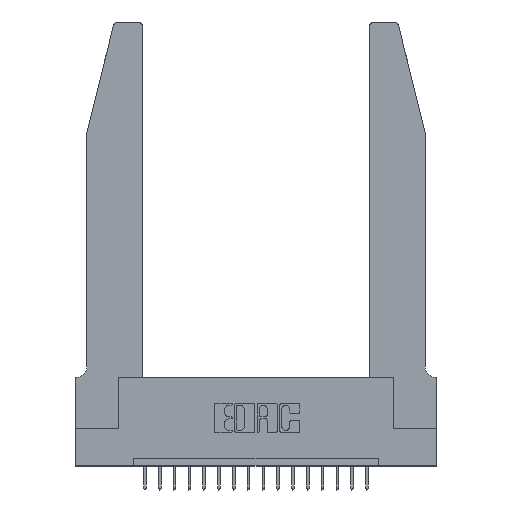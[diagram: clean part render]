
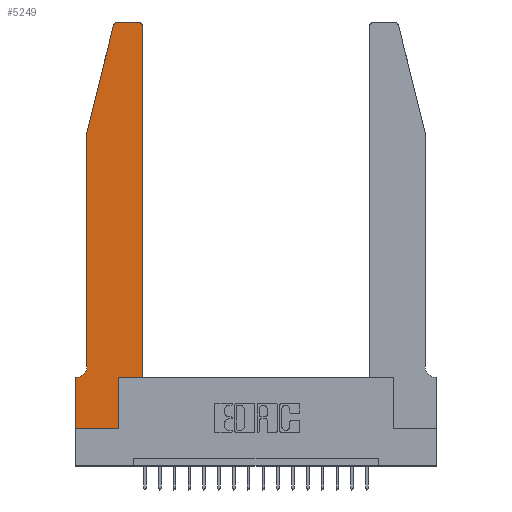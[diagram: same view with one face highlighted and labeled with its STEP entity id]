
A CAD part, top view. The second image highlights one B-rep face of the part: STEP entity #5249.
In plain terms, the highlighted planar face has unit normal (0, 0, 1).
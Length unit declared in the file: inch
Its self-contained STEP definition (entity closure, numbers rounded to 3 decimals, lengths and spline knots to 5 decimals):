
#158 = FACE_OUTER_BOUND ( 'NONE', #12960, .T. ) ;
#229 = EDGE_CURVE ( 'NONE', #16562, #2018, #15643, .T. ) ;
#331 = ORIENTED_EDGE ( 'NONE', *, *, #5708, .T. ) ;
#572 = LINE ( 'NONE', #12154, #13790 ) ;
#941 = EDGE_CURVE ( 'NONE', #13423, #18668, #14859, .T. ) ;
#1113 = CARTESIAN_POINT ( 'NONE',  ( 0.0055, 0.42, 0.37 ) ) ;
#1147 = DIRECTION ( 'NONE',  ( -1., 0., 0. ) ) ;
#1552 = CIRCLE ( 'NONE', #15394, 0.03 ) ;
#2018 = VERTEX_POINT ( 'NONE', #8047 ) ;
#2098 = VECTOR ( 'NONE', #1147, 39.37008 ) ;
#2255 = VERTEX_POINT ( 'NONE', #8752 ) ;
#2354 = DIRECTION ( 'NONE',  ( 0., 0., 1. ) ) ;
#2745 = EDGE_CURVE ( 'NONE', #2018, #2255, #4555, .T. ) ;
#2868 = DIRECTION ( 'NONE',  ( 0., 0., -1. ) ) ;
#2885 = EDGE_CURVE ( 'NONE', #18668, #3991, #1552, .T. ) ;
#3029 = VECTOR ( 'NONE', #5493, 39.37008 ) ;
#3538 = VECTOR ( 'NONE', #19283, 39.37008 ) ;
#3567 = ORIENTED_EDGE ( 'NONE', *, *, #229, .T. ) ;
#3711 = EDGE_CURVE ( 'NONE', #2255, #3932, #18637, .T. ) ;
#3905 = LINE ( 'NONE', #9897, #17474 ) ;
#3932 = VERTEX_POINT ( 'NONE', #13457 ) ;
#3982 = ORIENTED_EDGE ( 'NONE', *, *, #7463, .T. ) ;
#3991 = VERTEX_POINT ( 'NONE', #7735 ) ;
#4458 = DIRECTION ( 'NONE',  ( 1., 0., 0. ) ) ;
#4555 = LINE ( 'NONE', #11371, #3538 ) ;
#4685 = DIRECTION ( 'NONE',  ( 0., -1., 0. ) ) ;
#5226 = CARTESIAN_POINT ( 'NONE',  ( 0.4505, 0.35, 0.37 ) ) ;
#5249 = ADVANCED_FACE ( 'NONE', ( #158 ), #5980, .T. ) ;
#5261 = ORIENTED_EDGE ( 'NONE', *, *, #19625, .T. ) ;
#5275 = VECTOR ( 'NONE', #4685, 39.37008 ) ;
#5311 = ORIENTED_EDGE ( 'NONE', *, *, #3711, .T. ) ;
#5465 = EDGE_CURVE ( 'NONE', #6975, #16562, #10177, .T. ) ;
#5493 = DIRECTION ( 'NONE',  ( 0., 1., 0. ) ) ;
#5708 = EDGE_CURVE ( 'NONE', #3932, #6246, #15807, .T. ) ;
#5980 = PLANE ( 'NONE',  #11648 ) ;
#6106 = DIRECTION ( 'NONE',  ( 1., 0., 0. ) ) ;
#6246 = VERTEX_POINT ( 'NONE', #7687 ) ;
#6559 = ORIENTED_EDGE ( 'NONE', *, *, #941, .T. ) ;
#6855 = VECTOR ( 'NONE', #10465, 39.37008 ) ;
#6975 = VERTEX_POINT ( 'NONE', #9249 ) ;
#7245 = ORIENTED_EDGE ( 'NONE', *, *, #2885, .T. ) ;
#7369 = CARTESIAN_POINT ( 'NONE',  ( 0.2605, 2.75, 0.37 ) ) ;
#7463 = EDGE_CURVE ( 'NONE', #12275, #7955, #572, .T. ) ;
#7687 = CARTESIAN_POINT ( 'NONE',  ( 0.4505, 2.72, 0.37 ) ) ;
#7735 = CARTESIAN_POINT ( 'NONE',  ( 0.25487, 2.72718, 0.37 ) ) ;
#7759 = CARTESIAN_POINT ( 'NONE',  ( 0.4505, 0.35, 0.37 ) ) ;
#7955 = VERTEX_POINT ( 'NONE', #14347 ) ;
#8047 = CARTESIAN_POINT ( 'NONE',  ( 0.2865, 0., 0.37 ) ) ;
#8270 = VERTEX_POINT ( 'NONE', #14934 ) ;
#8511 = CARTESIAN_POINT ( 'NONE',  ( 0.4205, 2.72, 0.37 ) ) ;
#8752 = CARTESIAN_POINT ( 'NONE',  ( 0.2865, 0.35, 0.37 ) ) ;
#8928 = ORIENTED_EDGE ( 'NONE', *, *, #2745, .T. ) ;
#8951 = DIRECTION ( 'NONE',  ( 0., -1., 0. ) ) ;
#9111 = AXIS2_PLACEMENT_3D ( 'NONE', #8511, #2354, #9938 ) ;
#9249 = CARTESIAN_POINT ( 'NONE',  ( 0., 0.35, 0.37 ) ) ;
#9347 = LINE ( 'NONE', #19329, #13018 ) ;
#9748 = DIRECTION ( 'NONE',  ( -0.239, -0.971, 0. ) ) ;
#9891 = CARTESIAN_POINT ( 'NONE',  ( 0.4205, 2.75, 0.37 ) ) ;
#9897 = CARTESIAN_POINT ( 'NONE',  ( 0.0755, 0.35, 0.37 ) ) ;
#9938 = DIRECTION ( 'NONE',  ( 1., 0., 0. ) ) ;
#10177 = LINE ( 'NONE', #14043, #5275 ) ;
#10465 = DIRECTION ( 'NONE',  ( 1., 0., 0. ) ) ;
#10542 = CARTESIAN_POINT ( 'NONE',  ( 0., 0., 0.37 ) ) ;
#10585 = ORIENTED_EDGE ( 'NONE', *, *, #5465, .T. ) ;
#10652 = DIRECTION ( 'NONE',  ( -1., 0., 0. ) ) ;
#10831 = CIRCLE ( 'NONE', #9111, 0.03 ) ;
#11371 = CARTESIAN_POINT ( 'NONE',  ( 0.2865, 0.35, 0.37 ) ) ;
#11648 = AXIS2_PLACEMENT_3D ( 'NONE', #18686, #20292, #4458 ) ;
#11735 = VECTOR ( 'NONE', #6106, 39.37008 ) ;
#11815 = DIRECTION ( 'NONE',  ( 1., 0., 0. ) ) ;
#12154 = CARTESIAN_POINT ( 'NONE',  ( 0.0755, 2., 0.37 ) ) ;
#12275 = VERTEX_POINT ( 'NONE', #18521 ) ;
#12753 = ORIENTED_EDGE ( 'NONE', *, *, #17971, .T. ) ;
#12960 = EDGE_LOOP ( 'NONE', ( #6559, #7245, #13020, #3982, #12753, #19138, #10585, #3567, #8928, #5311, #331, #5261 ) ) ;
#13018 = VECTOR ( 'NONE', #9748, 39.37008 ) ;
#13020 = ORIENTED_EDGE ( 'NONE', *, *, #17158, .T. ) ;
#13423 = VERTEX_POINT ( 'NONE', #9891 ) ;
#13457 = CARTESIAN_POINT ( 'NONE',  ( 0.4505, 0.35, 0.37 ) ) ;
#13790 = VECTOR ( 'NONE', #8951, 39.37008 ) ;
#14043 = CARTESIAN_POINT ( 'NONE',  ( 0., 0., 0.37 ) ) ;
#14347 = CARTESIAN_POINT ( 'NONE',  ( 0.0755, 0.42, 0.37 ) ) ;
#14676 = DIRECTION ( 'NONE',  ( 0., 0., 1. ) ) ;
#14683 = CARTESIAN_POINT ( 'NONE',  ( 0., 0., 0.37 ) ) ;
#14806 = CARTESIAN_POINT ( 'NONE',  ( 0.284, 2.72, 0.37 ) ) ;
#14859 = LINE ( 'NONE', #7369, #2098 ) ;
#14934 = CARTESIAN_POINT ( 'NONE',  ( 0.0055, 0.35, 0.37 ) ) ;
#15345 = AXIS2_PLACEMENT_3D ( 'NONE', #1113, #2868, #10652 ) ;
#15394 = AXIS2_PLACEMENT_3D ( 'NONE', #14806, #14676, #11815 ) ;
#15643 = LINE ( 'NONE', #10542, #6855 ) ;
#15807 = LINE ( 'NONE', #5226, #3029 ) ;
#16562 = VERTEX_POINT ( 'NONE', #14683 ) ;
#17158 = EDGE_CURVE ( 'NONE', #3991, #12275, #9347, .T. ) ;
#17460 = CIRCLE ( 'NONE', #15345, 0.07 ) ;
#17474 = VECTOR ( 'NONE', #19547, 39.37008 ) ;
#17771 = EDGE_CURVE ( 'NONE', #8270, #6975, #3905, .T. ) ;
#17971 = EDGE_CURVE ( 'NONE', #7955, #8270, #17460, .T. ) ;
#18521 = CARTESIAN_POINT ( 'NONE',  ( 0.0755, 2., 0.37 ) ) ;
#18551 = CARTESIAN_POINT ( 'NONE',  ( 0.284, 2.75, 0.37 ) ) ;
#18637 = LINE ( 'NONE', #7759, #11735 ) ;
#18668 = VERTEX_POINT ( 'NONE', #18551 ) ;
#18686 = CARTESIAN_POINT ( 'NONE',  ( 0., 0.35, 0.37 ) ) ;
#19138 = ORIENTED_EDGE ( 'NONE', *, *, #17771, .T. ) ;
#19283 = DIRECTION ( 'NONE',  ( 0., 1., 0. ) ) ;
#19329 = CARTESIAN_POINT ( 'NONE',  ( 0.0755, 2., 0.37 ) ) ;
#19547 = DIRECTION ( 'NONE',  ( -1., 0., 0. ) ) ;
#19625 = EDGE_CURVE ( 'NONE', #6246, #13423, #10831, .T. ) ;
#20292 = DIRECTION ( 'NONE',  ( 0., 0., 1. ) ) ;
